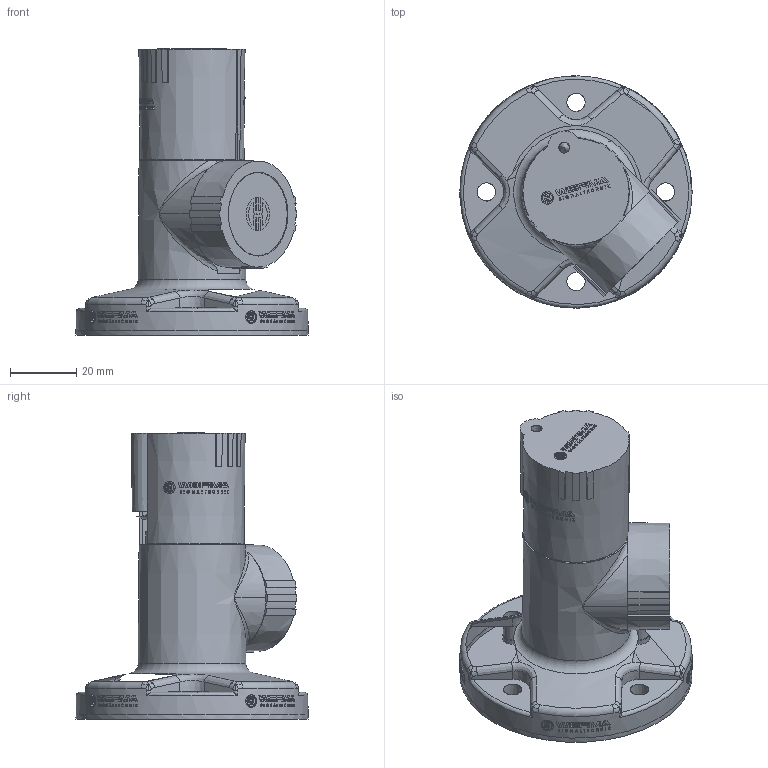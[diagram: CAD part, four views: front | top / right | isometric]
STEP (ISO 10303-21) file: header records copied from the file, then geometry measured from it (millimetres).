
FILE_DESCRIPTION(/* description */ ('Customer part'),/* implementation_level */ '2;1');
FILE_NAME(/* name */ '800000010057_PRT_000.step',/* time_stamp */ '2018-07-16T18:20:22+02:00',/* author */ ('IMPORT'),/* organization */ ('WERMA Signaltechnik GmbH+Co.KG'),/* preprocessor_version */ 'ST-DEVELOPER v17',/* originating_system */ 'Autodesk Inventor 2018',/* authorisation */ 'public');
FILE_SCHEMA (('AUTOMOTIVE_DESIGN { 1 0 10303 214 3 1 1 }'));
Products named in the file (1): 800000010057
Bounding box: 70 x 70 x 86.3 mm (x, y, z)
Volume: 112356.1 mm3; surface area: 21997.1 mm2
Topology: 1 solids, 1 shells, 2234 faces, 6099 edges, 4062 vertices
Faces by surface type: bspline 971, plane 953, cone 196, cylinder 103, torus 10, sphere 1
Full cylindrical faces by diameter (mm): 6 x4, 25 x1, 40 x1, 70 x1
Entity records: 184750 total; most frequent: CARTESIAN_POINT 133182, ORIENTED_EDGE 12194, DIRECTION 6767, EDGE_CURVE 6097, VERTEX_POINT 4062, LINE 2835, VECTOR 2835, B_SPLINE_CURVE_WITH_KNOTS 2488
